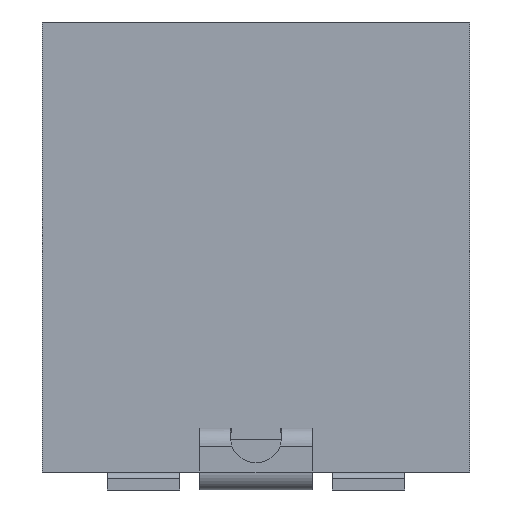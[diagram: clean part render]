
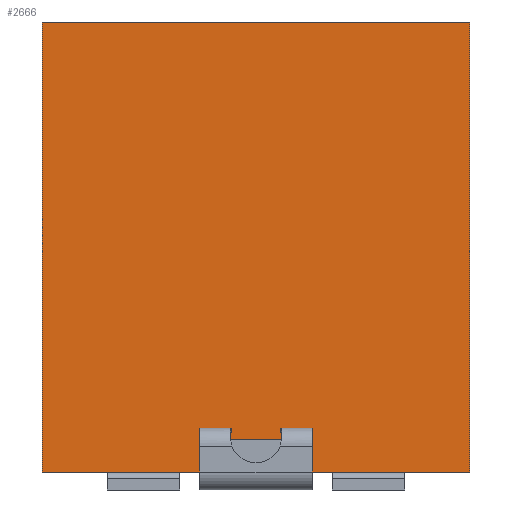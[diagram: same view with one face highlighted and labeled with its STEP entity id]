
A CAD part, front view. The second image highlights one B-rep face of the part: STEP entity #2666.
In plain terms, the highlighted planar face has unit normal (0, -1, 0).
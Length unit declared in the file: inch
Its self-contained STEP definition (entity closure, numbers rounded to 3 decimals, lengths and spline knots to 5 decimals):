
#40=B_SPLINE_CURVE_WITH_KNOTS('',3,(#4184,#4185,#4186,#4187,#4188,#4189),
 .UNSPECIFIED.,.F.,.F.,(4,2,4),(0.00002,0.0062,
0.01135),.UNSPECIFIED.);
#41=B_SPLINE_CURVE_WITH_KNOTS('',3,(#4193,#4194,#4195,#4196,#4197,#4198),
 .UNSPECIFIED.,.F.,.F.,(4,2,4),(0.00001,0.00582,
0.01269),.UNSPECIFIED.);
#190=FACE_BOUND('',#408,.T.);
#258=FACE_OUTER_BOUND('',#407,.T.);
#407=EDGE_LOOP('',(#2119,#2120,#2121,#2122));
#408=EDGE_LOOP('',(#2123,#2124,#2125,#2126,#2127,#2128,#2129,#2130,#2131,
#2132,#2133,#2134));
#717=LINE('',#4173,#1005);
#720=LINE('',#4178,#1008);
#721=LINE('',#4180,#1009);
#722=LINE('',#4181,#1010);
#723=LINE('',#4191,#1011);
#724=LINE('',#4200,#1012);
#725=LINE('',#4202,#1013);
#726=LINE('',#4204,#1014);
#727=LINE('',#4206,#1015);
#728=LINE('',#4208,#1016);
#729=LINE('',#4210,#1017);
#730=LINE('',#4212,#1018);
#731=LINE('',#4214,#1019);
#732=LINE('',#4215,#1020);
#1005=VECTOR('',#3299,0.19);
#1008=VECTOR('',#3304,0.2);
#1009=VECTOR('',#3305,0.19);
#1010=VECTOR('',#3306,0.2);
#1011=VECTOR('',#3307,0.3937);
#1012=VECTOR('',#3308,0.0139);
#1013=VECTOR('',#3309,0.005);
#1014=VECTOR('',#3310,0.005);
#1015=VECTOR('',#3311,0.014);
#1016=VECTOR('',#3312,0.04);
#1017=VECTOR('',#3313,0.014);
#1018=VECTOR('',#3314,0.005);
#1019=VECTOR('',#3315,0.005);
#1020=VECTOR('',#3316,0.3937);
#1258=VERTEX_POINT('',#4171);
#1259=VERTEX_POINT('',#4172);
#1260=VERTEX_POINT('',#4177);
#1261=VERTEX_POINT('',#4179);
#1262=VERTEX_POINT('',#4182);
#1263=VERTEX_POINT('',#4183);
#1264=VERTEX_POINT('',#4190);
#1265=VERTEX_POINT('',#4192);
#1266=VERTEX_POINT('',#4199);
#1267=VERTEX_POINT('',#4201);
#1268=VERTEX_POINT('',#4203);
#1269=VERTEX_POINT('',#4205);
#1270=VERTEX_POINT('',#4207);
#1271=VERTEX_POINT('',#4209);
#1272=VERTEX_POINT('',#4211);
#1273=VERTEX_POINT('',#4213);
#1562=EDGE_CURVE('',#1258,#1259,#717,.T.);
#1565=EDGE_CURVE('',#1260,#1258,#720,.T.);
#1566=EDGE_CURVE('',#1261,#1260,#721,.T.);
#1567=EDGE_CURVE('',#1259,#1261,#722,.T.);
#1568=EDGE_CURVE('',#1262,#1263,#40,.T.);
#1569=EDGE_CURVE('',#1263,#1264,#723,.T.);
#1570=EDGE_CURVE('',#1264,#1265,#41,.T.);
#1571=EDGE_CURVE('',#1265,#1266,#724,.T.);
#1572=EDGE_CURVE('',#1267,#1266,#725,.T.);
#1573=EDGE_CURVE('',#1267,#1268,#726,.T.);
#1574=EDGE_CURVE('',#1269,#1268,#727,.T.);
#1575=EDGE_CURVE('',#1270,#1269,#728,.T.);
#1576=EDGE_CURVE('',#1271,#1270,#729,.T.);
#1577=EDGE_CURVE('',#1271,#1272,#730,.T.);
#1578=EDGE_CURVE('',#1273,#1272,#731,.T.);
#1579=EDGE_CURVE('',#1273,#1262,#732,.T.);
#2119=ORIENTED_EDGE('',*,*,#1562,.F.);
#2120=ORIENTED_EDGE('',*,*,#1565,.F.);
#2121=ORIENTED_EDGE('',*,*,#1566,.F.);
#2122=ORIENTED_EDGE('',*,*,#1567,.F.);
#2123=ORIENTED_EDGE('',*,*,#1568,.T.);
#2124=ORIENTED_EDGE('',*,*,#1569,.T.);
#2125=ORIENTED_EDGE('',*,*,#1570,.T.);
#2126=ORIENTED_EDGE('',*,*,#1571,.T.);
#2127=ORIENTED_EDGE('',*,*,#1572,.F.);
#2128=ORIENTED_EDGE('',*,*,#1573,.T.);
#2129=ORIENTED_EDGE('',*,*,#1574,.F.);
#2130=ORIENTED_EDGE('',*,*,#1575,.F.);
#2131=ORIENTED_EDGE('',*,*,#1576,.F.);
#2132=ORIENTED_EDGE('',*,*,#1577,.T.);
#2133=ORIENTED_EDGE('',*,*,#1578,.F.);
#2134=ORIENTED_EDGE('',*,*,#1579,.T.);
#2549=PLANE('',#2848);
#2666=ADVANCED_FACE('',(#258,#190),#2549,.F.);
#2848=AXIS2_PLACEMENT_3D('',#4176,#3302,#3303);
#3299=DIRECTION('',(-1.,0.,0.));
#3302=DIRECTION('center_axis',(0.,1.,0.));
#3303=DIRECTION('ref_axis',(-1.,0.,0.));
#3304=DIRECTION('',(0.,0.,-1.));
#3305=DIRECTION('',(1.,0.,0.));
#3306=DIRECTION('',(0.,0.,1.));
#3307=DIRECTION('',(1.,0.,0.));
#3308=DIRECTION('',(1.,0.,0.));
#3309=DIRECTION('',(0.,0.,1.));
#3310=DIRECTION('',(-1.,0.,0.));
#3311=DIRECTION('',(0.,0.,1.));
#3312=DIRECTION('',(1.,0.,0.));
#3313=DIRECTION('',(0.,0.,-1.));
#3314=DIRECTION('',(-1.,0.,0.));
#3315=DIRECTION('',(0.,0.,-1.));
#3316=DIRECTION('',(1.,0.,0.));
#4171=CARTESIAN_POINT('',(0.095,-0.0695,0.008));
#4172=CARTESIAN_POINT('',(-0.095,-0.0695,0.008));
#4173=CARTESIAN_POINT('',(0.095,-0.0695,0.008));
#4176=CARTESIAN_POINT('Origin',(0.,-0.0695,0.108));
#4177=CARTESIAN_POINT('',(0.095,-0.0695,0.208));
#4178=CARTESIAN_POINT('',(0.095,-0.0695,0.208));
#4179=CARTESIAN_POINT('',(-0.095,-0.0695,0.208));
#4180=CARTESIAN_POINT('',(-0.095,-0.0695,0.208));
#4181=CARTESIAN_POINT('',(-0.095,-0.0695,0.008));
#4182=CARTESIAN_POINT('',(-0.0111,-0.0695,0.0275));
#4183=CARTESIAN_POINT('',(-0.01113,-0.0695,0.0225));
#4184=CARTESIAN_POINT('Ctrl Pts',(-0.0111,-0.0695,0.0275));
#4185=CARTESIAN_POINT('Ctrl Pts',(-0.0111,-0.0695,0.02669));
#4186=CARTESIAN_POINT('Ctrl Pts',(-0.0111,-0.0695,
0.02576));
#4187=CARTESIAN_POINT('Ctrl Pts',(-0.01111,-0.0695,
0.02424));
#4188=CARTESIAN_POINT('Ctrl Pts',(-0.01112,-0.0695,0.02326));
#4189=CARTESIAN_POINT('Ctrl Pts',(-0.01113,-0.0695,0.0225));
#4190=CARTESIAN_POINT('',(0.01113,-0.0695,0.0225));
#4191=CARTESIAN_POINT('',(0.,-0.0695,0.0225));
#4192=CARTESIAN_POINT('',(0.0111,-0.0695,0.0275));
#4193=CARTESIAN_POINT('Ctrl Pts',(0.01113,-0.0695,0.0225));
#4194=CARTESIAN_POINT('Ctrl Pts',(0.01112,-0.0695,0.02326));
#4195=CARTESIAN_POINT('Ctrl Pts',(0.01111,-0.0695,
0.02426));
#4196=CARTESIAN_POINT('Ctrl Pts',(0.0111,-0.0695,
0.02578));
#4197=CARTESIAN_POINT('Ctrl Pts',(0.0111,-0.0695,0.02669));
#4198=CARTESIAN_POINT('Ctrl Pts',(0.0111,-0.0695,0.0275));
#4199=CARTESIAN_POINT('',(0.025,-0.0695,0.0275));
#4200=CARTESIAN_POINT('',(0.0111,-0.0695,0.0275));
#4201=CARTESIAN_POINT('',(0.025,-0.0695,0.0225));
#4202=CARTESIAN_POINT('',(0.025,-0.0695,0.0225));
#4203=CARTESIAN_POINT('',(0.02,-0.0695,0.0225));
#4204=CARTESIAN_POINT('',(0.025,-0.0695,0.0225));
#4205=CARTESIAN_POINT('',(0.02,-0.0695,0.0085));
#4206=CARTESIAN_POINT('',(0.02,-0.0695,0.0085));
#4207=CARTESIAN_POINT('',(-0.02,-0.0695,0.0085));
#4208=CARTESIAN_POINT('',(-0.02,-0.0695,0.0085));
#4209=CARTESIAN_POINT('',(-0.02,-0.0695,0.0225));
#4210=CARTESIAN_POINT('',(-0.02,-0.0695,0.0225));
#4211=CARTESIAN_POINT('',(-0.025,-0.0695,0.0225));
#4212=CARTESIAN_POINT('',(-0.02,-0.0695,0.0225));
#4213=CARTESIAN_POINT('',(-0.025,-0.0695,0.0275));
#4214=CARTESIAN_POINT('',(-0.025,-0.0695,0.0275));
#4215=CARTESIAN_POINT('',(0.,-0.0695,0.0275));
